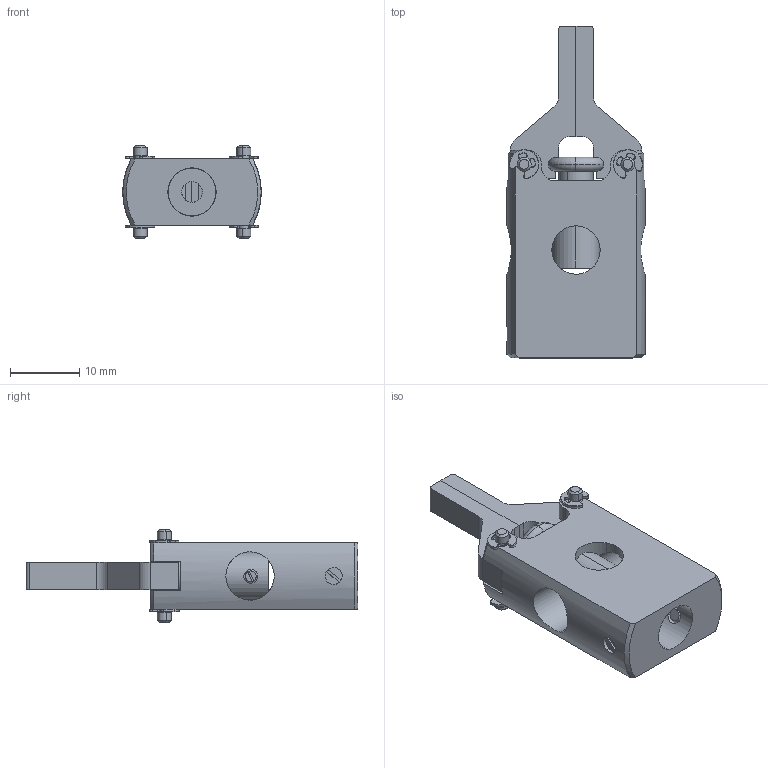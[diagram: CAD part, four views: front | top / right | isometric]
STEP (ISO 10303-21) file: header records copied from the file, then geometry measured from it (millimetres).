
FILE_DESCRIPTION(('CATIA V5 STEP Exchange'),'2;1');
FILE_NAME('PGWMS(OMH).stp','2016-05-25T12:03:49+00:00',('none'),('none'),'CATIA Version 5 Release 20 SP 7 (IN-10)','CATIA V5 STEP AP214','none');
FILE_SCHEMA(('AUTOMOTIVE_DESIGN { 1 0 10303 214 1 1 1 1 }'));
Length unit declared in the file: millimetre
Products named in the file (9): PGWMS(OMH); 127; 426; 425; 427; 890; 12102002; 12103006; 27101500
Assembly tree (18 placements, depth 2):
  PGWMS(OMH)
    127  x2
    426  x2
    425
    427
    890  x4
    12102002  x2
    12103006  x2
    27101500  x4
Bounding box: 20 x 48 x 13.4 mm (x, y, z)
Volume: 4517.5 mm3; surface area: 4730.8 mm2
Topology: 18 solids, 18 shells, 430 faces, 1075 edges, 685 vertices
Faces by surface type: cylinder 196, plane 128, torus 76, cone 30
Entity records: 6610 total; most frequent: CARTESIAN_POINT 1567, ORIENTED_EDGE 1072, DIRECTION 831, EDGE_CURVE 536, AXIS2_PLACEMENT_3D 421, VERTEX_POINT 348, EDGE_LOOP 236, CIRCLE 235
